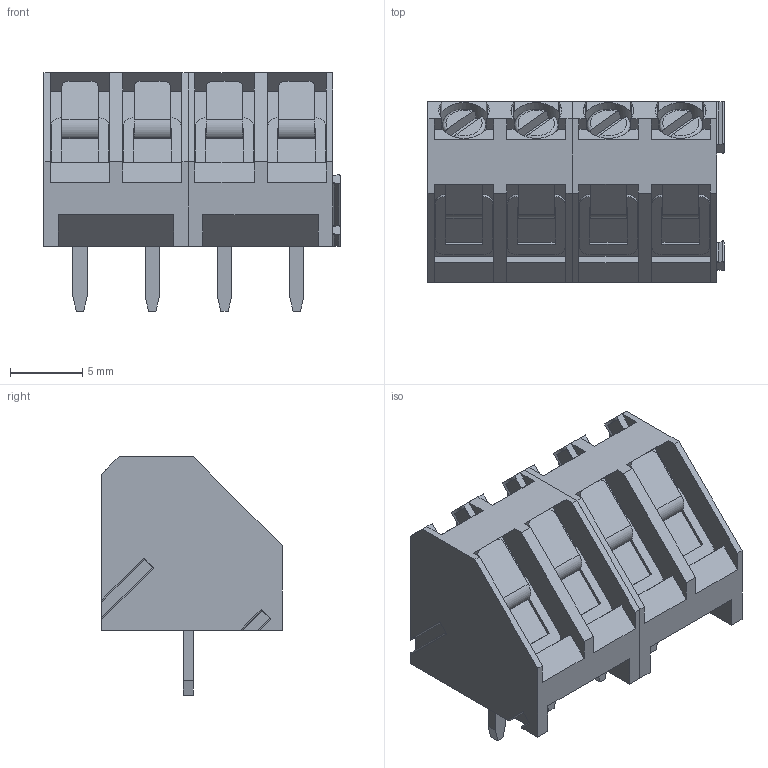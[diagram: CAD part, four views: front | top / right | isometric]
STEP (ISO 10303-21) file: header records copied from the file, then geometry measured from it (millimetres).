
FILE_DESCRIPTION( ( 'STEP AP214' ), '1' );
FILE_NAME( 'MB220-500M04-20230303.stp', '2023-03-03T03:47:04', ( ' ' ), ( ' ' ), 'XStep 1.0', ' ', ' ' );
FILE_SCHEMA( ( 'CONFIG_CONTROL_DESIGN) ( )' ) );
Length unit declared in the file: metre
Products named in the file (1): 1
Bounding box: 20.5 x 12.5 x 16.5 mm (x, y, z)
Volume: 2073.6 mm3; surface area: 2149.2 mm2
Topology: 1 solids, 5 shells, 346 faces, 968 edges, 640 vertices
Faces by surface type: plane 266, cylinder 64, torus 12, cone 4
Full cylindrical faces by diameter (mm): 2.5 x4, 2.6 x4, 3.5 x4
Entity records: 11119 total; most frequent: CARTESIAN_POINT 2263, ORIENTED_EDGE 1856, DIRECTION 1762, EDGE_CURVE 928, LINE 692, VECTOR 692, VERTEX_POINT 620, AXIS2_PLACEMENT_3D 535
